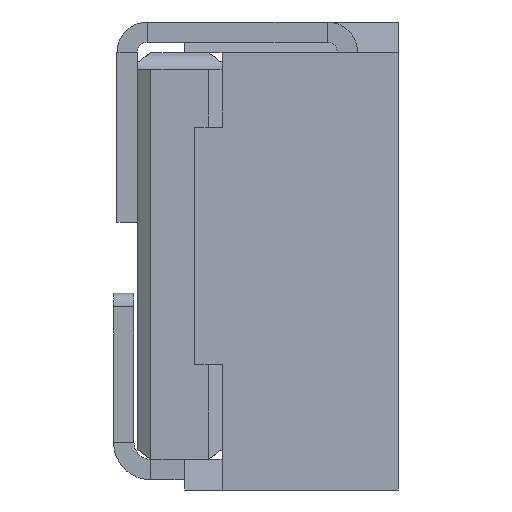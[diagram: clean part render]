
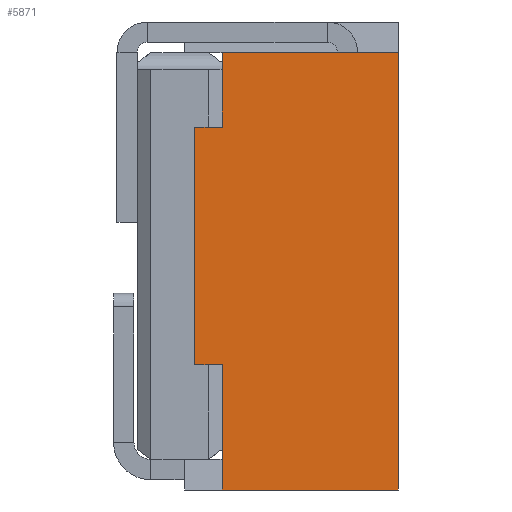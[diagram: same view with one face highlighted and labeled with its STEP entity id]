
A CAD part, left-side view. The second image highlights one B-rep face of the part: STEP entity #5871.
In plain terms, the highlighted planar face has unit normal (-1, 0, 0).
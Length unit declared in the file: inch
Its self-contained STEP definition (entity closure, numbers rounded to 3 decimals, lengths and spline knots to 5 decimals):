
#480=DIRECTION('',(0.,0.,-1.));
#481=VECTOR('',#480,0.022);
#482=CARTESIAN_POINT('',(-0.065,0.052,0.057));
#483=LINE('',#482,#481);
#496=DIRECTION('',(0.,0.,-1.));
#497=VECTOR('',#496,0.037);
#498=CARTESIAN_POINT('',(-0.065,0.052,-0.035));
#499=LINE('',#498,#497);
#717=DIRECTION('',(0.,1.,0.));
#718=VECTOR('',#717,0.008);
#719=CARTESIAN_POINT('',(-0.065,0.052,0.035));
#720=LINE('',#719,#718);
#1018=DIRECTION('',(0.,0.,1.));
#1019=VECTOR('',#1018,0.07);
#1020=CARTESIAN_POINT('',(-0.065,0.06,-0.035));
#1021=LINE('',#1020,#1019);
#1022=DIRECTION('',(0.,-1.,0.));
#1023=VECTOR('',#1022,0.052);
#1024=CARTESIAN_POINT('',(-0.065,0.052,0.057));
#1025=LINE('',#1024,#1023);
#1026=DIRECTION('',(0.,0.,-1.));
#1027=VECTOR('',#1026,0.129);
#1028=CARTESIAN_POINT('',(-0.065,0.,0.057));
#1029=LINE('',#1028,#1027);
#1030=DIRECTION('',(0.,1.,0.));
#1031=VECTOR('',#1030,0.008);
#1032=CARTESIAN_POINT('',(-0.065,0.052,-0.035));
#1033=LINE('',#1032,#1031);
#1034=DIRECTION('',(0.,-1.,0.));
#1035=VECTOR('',#1034,0.052);
#1036=CARTESIAN_POINT('',(-0.065,0.052,-0.072));
#1037=LINE('',#1036,#1035);
#3623=CARTESIAN_POINT('',(-0.065,0.,-0.072));
#3624=VERTEX_POINT('',#3623);
#3625=CARTESIAN_POINT('',(-0.065,0.,0.057));
#3626=VERTEX_POINT('',#3625);
#4087=CARTESIAN_POINT('',(-0.065,0.052,0.057));
#4088=VERTEX_POINT('',#4087);
#4089=CARTESIAN_POINT('',(-0.065,0.052,0.035));
#4090=VERTEX_POINT('',#4089);
#4095=CARTESIAN_POINT('',(-0.065,0.052,-0.035));
#4096=VERTEX_POINT('',#4095);
#4097=CARTESIAN_POINT('',(-0.065,0.052,-0.072));
#4098=VERTEX_POINT('',#4097);
#4115=CARTESIAN_POINT('',(-0.065,0.06,-0.035));
#4116=VERTEX_POINT('',#4115);
#4117=CARTESIAN_POINT('',(-0.065,0.06,0.035));
#4118=VERTEX_POINT('',#4117);
#5855=CARTESIAN_POINT('',(-0.065,0.03,-0.0075));
#5856=DIRECTION('',(1.,0.,0.));
#5857=DIRECTION('',(0.,0.,1.));
#5858=AXIS2_PLACEMENT_3D('',#5855,#5856,#5857);
#5859=PLANE('',#5858);
#5860=ORIENTED_EDGE('',*,*,#5457,.T.);
#5861=ORIENTED_EDGE('',*,*,#5472,.F.);
#5862=ORIENTED_EDGE('',*,*,#5128,.F.);
#5863=ORIENTED_EDGE('',*,*,#5841,.T.);
#5864=ORIENTED_EDGE('',*,*,#4728,.T.);
#5866=ORIENTED_EDGE('',*,*,#5865,.F.);
#5867=ORIENTED_EDGE('',*,*,#5136,.F.);
#5868=ORIENTED_EDGE('',*,*,#5441,.T.);
#5869=EDGE_LOOP('',(#5860,#5861,#5862,#5863,#5864,#5866,#5867,#5868));
#5870=FACE_OUTER_BOUND('',#5869,.F.);
#5871=ADVANCED_FACE('',(#5870),#5859,.F.);
#4728=EDGE_CURVE('',#3626,#3624,#1029,.T.);
#5128=EDGE_CURVE('',#4088,#4090,#483,.T.);
#5136=EDGE_CURVE('',#4096,#4098,#499,.T.);
#5441=EDGE_CURVE('',#4096,#4116,#1033,.T.);
#5457=EDGE_CURVE('',#4116,#4118,#1021,.T.);
#5472=EDGE_CURVE('',#4090,#4118,#720,.T.);
#5841=EDGE_CURVE('',#4088,#3626,#1025,.T.);
#5865=EDGE_CURVE('',#4098,#3624,#1037,.T.);
